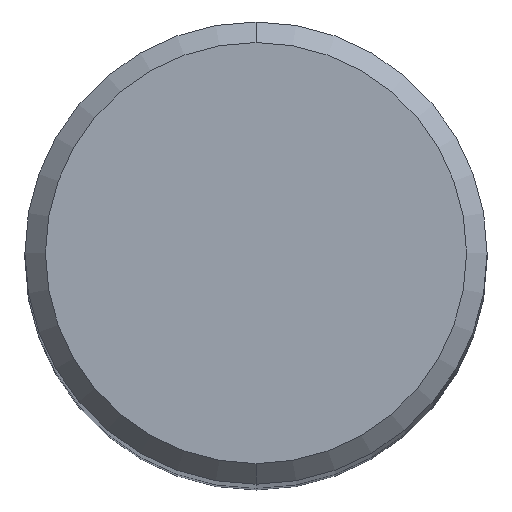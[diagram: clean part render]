
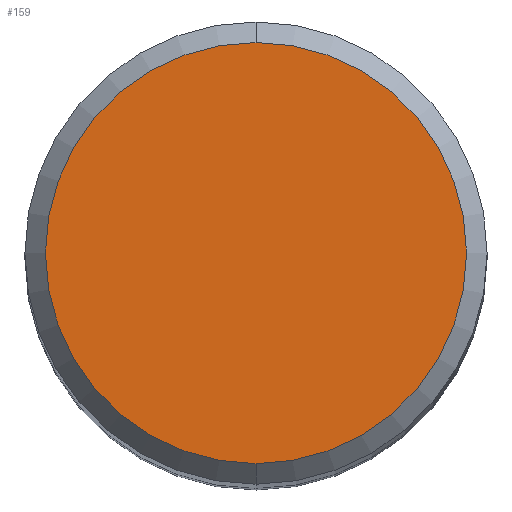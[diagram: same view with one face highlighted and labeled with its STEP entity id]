
A CAD part, top view. The second image highlights one B-rep face of the part: STEP entity #159.
In plain terms, the highlighted planar face has unit normal (0, 0, 1).
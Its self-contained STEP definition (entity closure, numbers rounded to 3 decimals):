
#159=ADVANCED_FACE('',(#426),#427,.T.);
#181=EDGE_CURVE('',#189,#209,#450,.T.);
#189=VERTEX_POINT('',#459);
#209=VERTEX_POINT('',#482);
#381=EDGE_CURVE('',#209,#189,#671,.T.);
#426=FACE_OUTER_BOUND('',#710,.T.);
#427=PLANE('',#711);
#450=CIRCLE('',#818,8.2);
#459=CARTESIAN_POINT('',(0.,-8.2,0.0));
#482=CARTESIAN_POINT('',(0.0,8.2,0.0));
#671=CIRCLE('',#1303,8.2);
#710=EDGE_LOOP('',(#1344,#1345));
#711=AXIS2_PLACEMENT_3D('',#1346,#1347,#1348);
#818=AXIS2_PLACEMENT_3D('',#1371,#1372,#1373);
#1303=AXIS2_PLACEMENT_3D('',#1624,#1625,#1626);
#1344=ORIENTED_EDGE('',*,*,#381,.F.);
#1345=ORIENTED_EDGE('',*,*,#181,.F.);
#1346=CARTESIAN_POINT('',(0.0,4.1,0.0));
#1347=DIRECTION('',(-0.0,0.0,1.0));
#1348=DIRECTION('',(0.0,-1.0,0.0));
#1371=CARTESIAN_POINT('',(0.0,0.0,0.0));
#1372=DIRECTION('',(0.0,0.0,-1.0));
#1373=DIRECTION('',(0.0,1.0,0.0));
#1624=CARTESIAN_POINT('',(0.0,0.0,0.0));
#1625=DIRECTION('',(0.0,0.0,-1.0));
#1626=DIRECTION('',(0.0,1.0,0.0));
